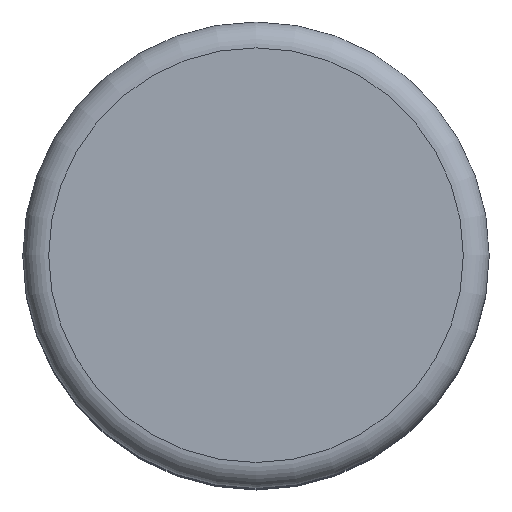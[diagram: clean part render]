
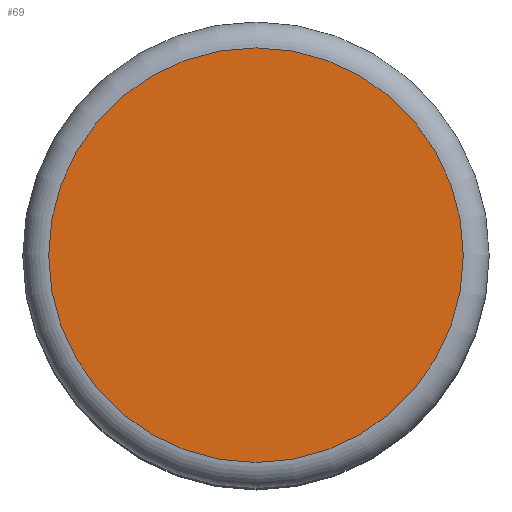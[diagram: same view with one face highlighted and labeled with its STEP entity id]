
A CAD part, top view. The second image highlights one B-rep face of the part: STEP entity #69.
In plain terms, the highlighted planar face has unit normal (0, 0, 1).
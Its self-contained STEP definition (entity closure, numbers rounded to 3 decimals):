
#32=CARTESIAN_POINT('',(-8.,-0.,42.));
#33=VERTEX_POINT('',#32);
#51=CARTESIAN_POINT('',(-0.,-0.,42.));
#52=DIRECTION('',(-0.,-0.,1.));
#53=DIRECTION('',(-1.,0.,0.));
#54=AXIS2_PLACEMENT_3D('',#51,#52,#53);
#55=CIRCLE('',#54,8.);
#56=EDGE_CURVE('',#33,#33,#55,.T.);
#61=CARTESIAN_POINT('',(-0.,-0.,42.));
#62=DIRECTION('',(0.,-0.,1.));
#63=DIRECTION('',(1.,0.,0.));
#64=AXIS2_PLACEMENT_3D('',#61,#62,#63);
#65=PLANE('',#64);
#66=ORIENTED_EDGE('',*,*,#56,.T.);
#67=EDGE_LOOP('',(#66));
#68=FACE_BOUND('',#67,.T.);
#69=ADVANCED_FACE('',(#68),#65,.T.);
